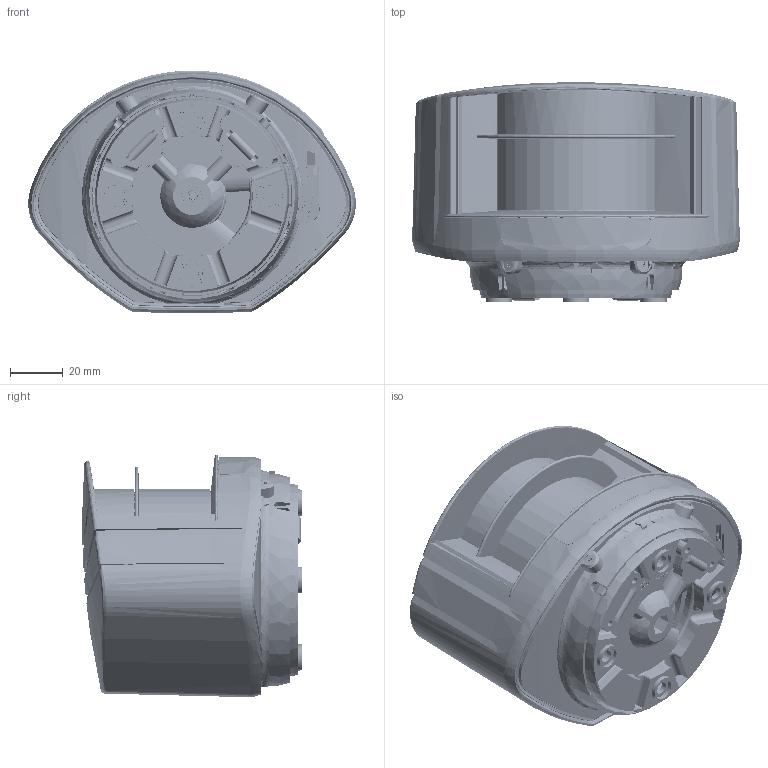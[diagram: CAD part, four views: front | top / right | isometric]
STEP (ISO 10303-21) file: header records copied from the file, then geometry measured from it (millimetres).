
FILE_DESCRIPTION(/* description */ (''),/* implementation_level */ '2;1');
FILE_NAME(/* name */ 'ipf_z3d_PY930902.stp',/* time_stamp */ '2018-08-03T10:29:18+02:00',/* author */ ('g.aydin'),/* organization */ (''),/* preprocessor_version */ 'ST-DEVELOPER v15.2',/* originating_system */ 'Autodesk Inventor 2014',/* authorisation */ '');
FILE_SCHEMA (('AUTOMOTIVE_DESIGN { 1 0 10303 214 3 1 1 }'));
Length unit declared in the file: millimetre
Products named in the file (19): 8; 7; 6; 11; 12; 17; 13; 3; 18; 15; 5; 16; 14; 4; 9; 1; 2; 10; ipf_z3d_PY930902
Bounding box: 124.81 x 83.75 x 92.39 mm (x, y, z)
Volume: 136555.1 mm3; surface area: 148527.3 mm2
Topology: 14 solids, 14 shells, 5632 faces, 15719 edges, 10214 vertices
Faces by surface type: plane 2492, bspline 1479, cone 753, cylinder 733, torus 158, sphere 17
Full cylindrical faces by diameter (mm): 0.6 x2, 1 x2, 1.8 x2, 2 x1, 2.2 x2, 3 x3, 3.6 x1, 4.3 x4, 6 x3, 9.6 x1, 9.602 x1
Entity records: 257975 total; most frequent: CARTESIAN_POINT 123226, ORIENTED_EDGE 30960, DIRECTION 24088, EDGE_CURVE 15480, VERTEX_POINT 10146, AXIS2_PLACEMENT_3D 8369, LINE 7350, VECTOR 7350
